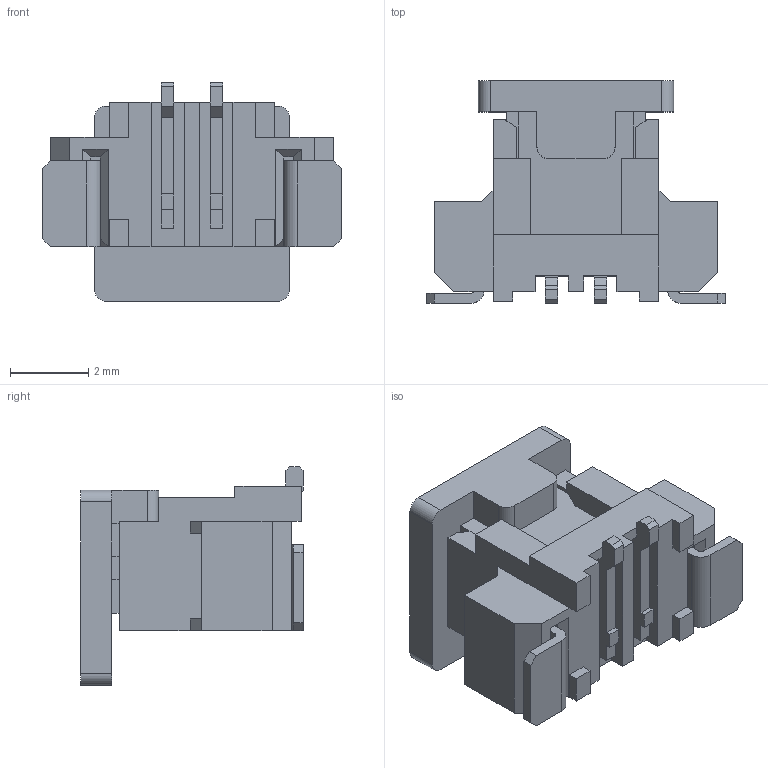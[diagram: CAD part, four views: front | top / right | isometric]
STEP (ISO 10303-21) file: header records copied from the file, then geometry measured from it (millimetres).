
FILE_DESCRIPTION((''),'2;1');
FILE_NAME('533980267','2021-04-22T',('gga'),(''),'PRO/ENGINEER BY PARAMETRIC TECHNOLOGY CORPORATION, 2016010','PRO/ENGINEER BY PARAMETRIC TECHNOLOGY CORPORATION, 2016010','');
FILE_SCHEMA(('CONFIG_CONTROL_DESIGN'));
Length unit declared in the file: millimetre
Products named in the file (1): 533980267
Bounding box: 7.65 x 5.7 x 5.6 mm (x, y, z)
Volume: 89.9 mm3; surface area: 326.2 mm2
Topology: 1 solids, 3 shells, 230 faces, 686 edges, 463 vertices
Faces by surface type: plane 216, cylinder 14
Entity records: 7585 total; most frequent: CARTESIAN_POINT 1365, ORIENTED_EDGE 1326, DIRECTION 1171, EDGE_CURVE 663, VECTOR 651, LINE 651, VERTEX_POINT 433, AXIS2_PLACEMENT_3D 260
